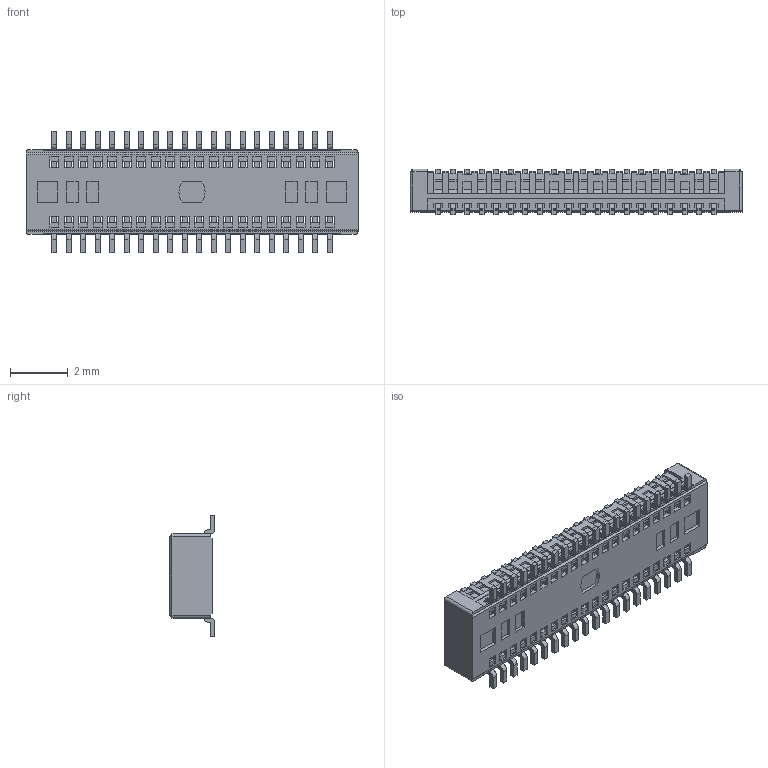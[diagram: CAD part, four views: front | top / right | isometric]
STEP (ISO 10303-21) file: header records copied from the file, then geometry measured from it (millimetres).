
FILE_DESCRIPTION((''),'2;1');
FILE_NAME('538850408','2017-02-16T',('ksrinivasara'),(''),'PRO/ENGINEER BY PARAMETRIC TECHNOLOGY CORPORATION, 2012310','PRO/ENGINEER BY PARAMETRIC TECHNOLOGY CORPORATION, 2012310','');
FILE_SCHEMA(('CONFIG_CONTROL_DESIGN'));
Length unit declared in the file: millimetre
Products named in the file (1): 538850408
Bounding box: 11.45 x 1.58 x 4.2 mm (x, y, z)
Volume: 23.3 mm3; surface area: 217.3 mm2
Topology: 1 solids, 1 shells, 1821 faces, 5500 edges, 3604 vertices
Faces by surface type: plane 1607, cylinder 210, cone 4
Entity records: 60481 total; most frequent: CARTESIAN_POINT 10798, ORIENTED_EDGE 10672, DIRECTION 9552, EDGE_CURVE 5336, VECTOR 5076, LINE 5076, VERTEX_POINT 3444, AXIS2_PLACEMENT_3D 2238
